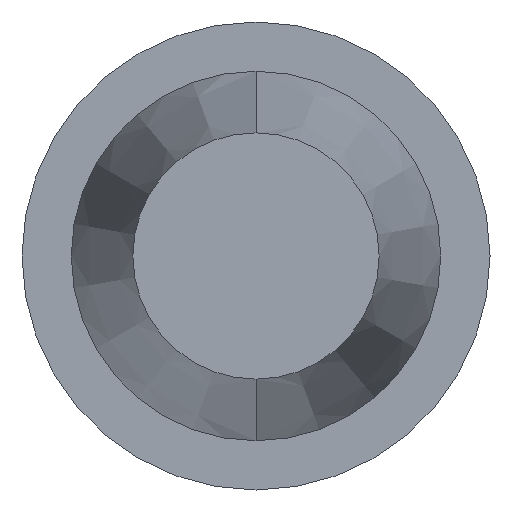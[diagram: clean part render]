
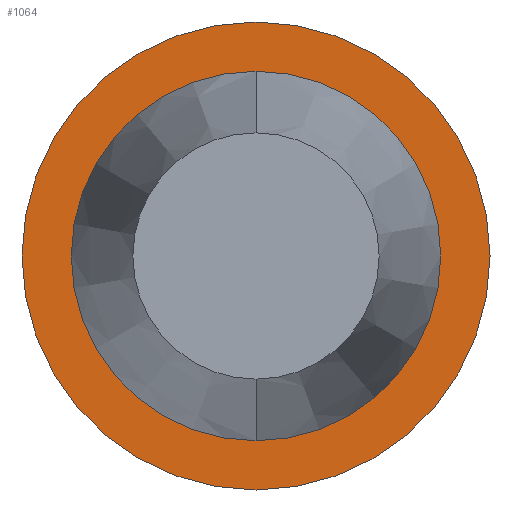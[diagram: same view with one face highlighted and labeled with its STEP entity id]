
A CAD part, front view. The second image highlights one B-rep face of the part: STEP entity #1064.
In plain terms, the highlighted planar face has unit normal (0, -1, 0).
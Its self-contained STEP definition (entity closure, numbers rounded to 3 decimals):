
#4 = CARTESIAN_POINT ( 'NONE',  ( 0., 0., -3.8 ) ) ;
#20 = DIRECTION ( 'NONE',  ( 0., 0., 1. ) ) ;
#125 = CIRCLE ( 'NONE', #1366, 2. ) ;
#127 = CARTESIAN_POINT ( 'NONE',  ( 0., 0., 3.8 ) ) ;
#130 = DIRECTION ( 'NONE',  ( 0., 1., 0. ) ) ;
#257 = VERTEX_POINT ( 'NONE', #399 ) ;
#287 = DIRECTION ( 'NONE',  ( 0., 1., 0. ) ) ;
#366 = EDGE_CURVE ( 'NONE', #257, #1196, #125, .T. ) ;
#399 = CARTESIAN_POINT ( 'NONE',  ( 0., 0., -2. ) ) ;
#442 = ORIENTED_EDGE ( 'NONE', *, *, #366, .T. ) ;
#448 = AXIS2_PLACEMENT_3D ( 'NONE', #1761, #1086, #927 ) ;
#460 = AXIS2_PLACEMENT_3D ( 'NONE', #1372, #1104, #557 ) ;
#530 = ORIENTED_EDGE ( 'NONE', *, *, #1663, .F. ) ;
#550 = EDGE_LOOP ( 'NONE', ( #1570, #530 ) ) ;
#557 = DIRECTION ( 'NONE',  ( 0., 0., 1. ) ) ;
#673 = AXIS2_PLACEMENT_3D ( 'NONE', #1367, #130, #792 ) ;
#792 = DIRECTION ( 'NONE',  ( 0., 0., 1. ) ) ;
#818 = DIRECTION ( 'NONE',  ( 0., 0., 1. ) ) ;
#927 = DIRECTION ( 'NONE',  ( 0., 0., 1. ) ) ;
#975 = CARTESIAN_POINT ( 'NONE',  ( 0., 0., 2. ) ) ;
#982 = EDGE_CURVE ( 'NONE', #1609, #1649, #1636, .T. ) ;
#1037 = EDGE_CURVE ( 'NONE', #1196, #257, #1676, .T. ) ;
#1064 = ADVANCED_FACE ( 'NONE', ( #1313, #1618 ), #1674, .F. ) ;
#1086 = DIRECTION ( 'NONE',  ( 0., 1., 0. ) ) ;
#1104 = DIRECTION ( 'NONE',  ( 0., 1., 0. ) ) ;
#1123 = CIRCLE ( 'NONE', #448, 3.8 ) ;
#1196 = VERTEX_POINT ( 'NONE', #975 ) ;
#1313 = FACE_BOUND ( 'NONE', #1352, .T. ) ;
#1352 = EDGE_LOOP ( 'NONE', ( #1482, #442 ) ) ;
#1359 = AXIS2_PLACEMENT_3D ( 'NONE', #1517, #287, #20 ) ;
#1366 = AXIS2_PLACEMENT_3D ( 'NONE', #1657, #1379, #818 ) ;
#1367 = CARTESIAN_POINT ( 'NONE',  ( 0., 0., 0. ) ) ;
#1372 = CARTESIAN_POINT ( 'NONE',  ( 0., 0., 0. ) ) ;
#1379 = DIRECTION ( 'NONE',  ( 0., 1., 0. ) ) ;
#1482 = ORIENTED_EDGE ( 'NONE', *, *, #1037, .T. ) ;
#1517 = CARTESIAN_POINT ( 'NONE',  ( 0., 0., 0. ) ) ;
#1570 = ORIENTED_EDGE ( 'NONE', *, *, #982, .F. ) ;
#1609 = VERTEX_POINT ( 'NONE', #4 ) ;
#1618 = FACE_OUTER_BOUND ( 'NONE', #550, .T. ) ;
#1636 = CIRCLE ( 'NONE', #673, 3.8 ) ;
#1649 = VERTEX_POINT ( 'NONE', #127 ) ;
#1657 = CARTESIAN_POINT ( 'NONE',  ( 0., 0., 0. ) ) ;
#1663 = EDGE_CURVE ( 'NONE', #1649, #1609, #1123, .T. ) ;
#1674 = PLANE ( 'NONE',  #1359 ) ;
#1676 = CIRCLE ( 'NONE', #460, 2. ) ;
#1761 = CARTESIAN_POINT ( 'NONE',  ( 0., 0., 0. ) ) ;
